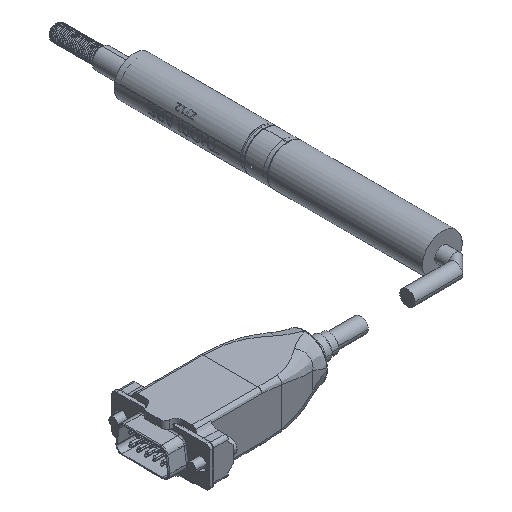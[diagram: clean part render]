
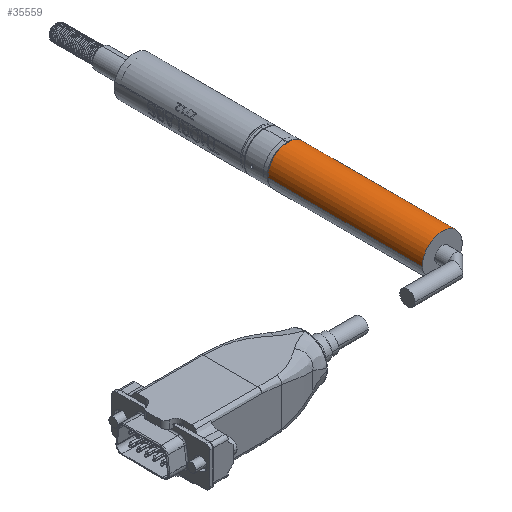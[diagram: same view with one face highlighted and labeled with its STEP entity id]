
A CAD part, isometric view. The second image highlights one B-rep face of the part: STEP entity #35559.
In plain terms, the highlighted cylindrical face has radius 6.35 mm (diameter 12.7 mm), a partial arc.
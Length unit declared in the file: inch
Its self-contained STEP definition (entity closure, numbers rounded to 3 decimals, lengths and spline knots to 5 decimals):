
#20233 = DIRECTION ( 'NONE',  ( 0., 0., 1. ) ) ;
#20234 = CARTESIAN_POINT ( 'NONE',  ( 0., 0., 0. ) ) ;
#20235 = AXIS2_PLACEMENT_3D ( 'NONE', #20234, #20233, #20293 ) ;
#20236 = CIRCLE ( 'NONE', #20235, 0.25 ) ;
#20237 = DIRECTION ( 'NONE',  ( 1., 0., 0. ) ) ;
#20238 = DIRECTION ( 'NONE',  ( 0., 0., 1. ) ) ;
#20239 = AXIS2_PLACEMENT_3D ( 'NONE', #20245, #20238, #20237 ) ;
#20240 = CIRCLE ( 'NONE', #20239, 0.25 ) ;
#20241 = DIRECTION ( 'NONE',  ( -1., 0., 0. ) ) ;
#20242 = DIRECTION ( 'NONE',  ( 0., 0., -1. ) ) ;
#20243 = CARTESIAN_POINT ( 'NONE',  ( 0., 0., 1.95 ) ) ;
#20244 = AXIS2_PLACEMENT_3D ( 'NONE', #20243, #20242, #20241 ) ;
#20245 = CARTESIAN_POINT ( 'NONE',  ( 0., 0., 1.95 ) ) ;
#20246 = CYLINDRICAL_SURFACE ( 'NONE', #20244, 0.25 ) ;
#20247 = FACE_OUTER_BOUND ( 'NONE', #35563, .T. ) ;
#20248 = DIRECTION ( 'NONE',  ( 0., 0., -1. ) ) ;
#20249 = VECTOR ( 'NONE', #20248, 39.37008 ) ;
#20250 = CARTESIAN_POINT ( 'NONE',  ( -0.25, 0., 1.95 ) ) ;
#20251 = LINE ( 'NONE', #20250, #20249 ) ;
#20265 = CARTESIAN_POINT ( 'NONE',  ( 0.25, 0., 0. ) ) ;
#20266 = DIRECTION ( 'NONE',  ( 0., 0., -1. ) ) ;
#20267 = VECTOR ( 'NONE', #20266, 39.37008 ) ;
#20268 = CARTESIAN_POINT ( 'NONE',  ( 0.25, 0., 1.95 ) ) ;
#20269 = LINE ( 'NONE', #20268, #20267 ) ;
#20270 = CARTESIAN_POINT ( 'NONE',  ( -0.25, 0., 1.95 ) ) ;
#20271 = CARTESIAN_POINT ( 'NONE',  ( 0.25, 0., 1.95 ) ) ;
#20293 = DIRECTION ( 'NONE',  ( 1., 0., 0. ) ) ;
#20368 = CARTESIAN_POINT ( 'NONE',  ( -0.25, 0., 0. ) ) ;
#35556 = EDGE_CURVE ( 'NONE', #35587, #35693, #20251, .T. ) ;
#35559 = ADVANCED_FACE ( 'NONE', ( #20247 ), #20246, .T. ) ;
#35563 = EDGE_LOOP ( 'NONE', ( #35565, #35567, #35569, #35570 ) ) ;
#35565 = ORIENTED_EDGE ( 'NONE', *, *, #35589, .F. ) ;
#35567 = ORIENTED_EDGE ( 'NONE', *, *, #35568, .F. ) ;
#35568 = EDGE_CURVE ( 'NONE', #35587, #35586, #20240, .T. ) ;
#35569 = ORIENTED_EDGE ( 'NONE', *, *, #35556, .T. ) ;
#35570 = ORIENTED_EDGE ( 'NONE', *, *, #35571, .T. ) ;
#35571 = EDGE_CURVE ( 'NONE', #35693, #35591, #20236, .T. ) ;
#35586 = VERTEX_POINT ( 'NONE', #20271 ) ;
#35587 = VERTEX_POINT ( 'NONE', #20270 ) ;
#35589 = EDGE_CURVE ( 'NONE', #35586, #35591, #20269, .T. ) ;
#35591 = VERTEX_POINT ( 'NONE', #20265 ) ;
#35693 = VERTEX_POINT ( 'NONE', #20368 ) ;
